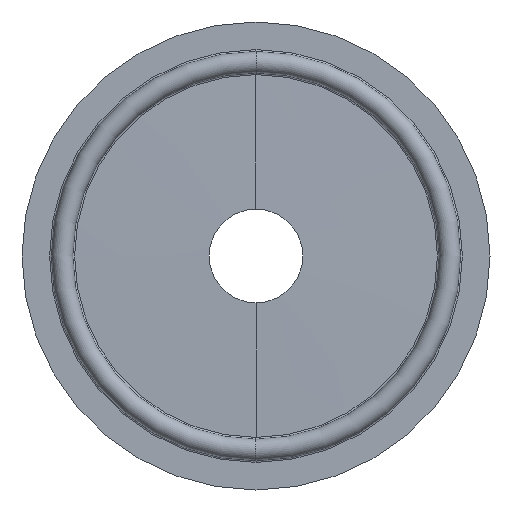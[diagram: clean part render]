
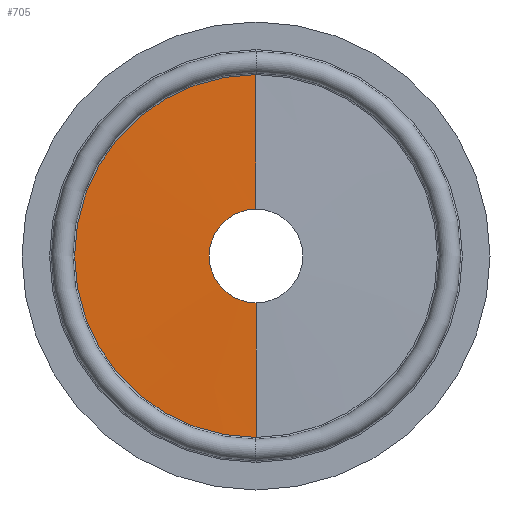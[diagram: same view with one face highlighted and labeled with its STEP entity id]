
A CAD part, left-side view. The second image highlights one B-rep face of the part: STEP entity #705.
In plain terms, the highlighted conical face has half-angle 89 degrees and reference radius 20.55 mm.
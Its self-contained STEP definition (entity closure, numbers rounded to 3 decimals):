
#16 = AXIS2_PLACEMENT_3D ( 'NONE', #292, #707, #451 ) ;
#58 = CARTESIAN_POINT ( 'NONE',  ( -0.786, 0., 0. ) ) ;
#69 = CARTESIAN_POINT ( 'NONE',  ( -0.783, 0., 0. ) ) ;
#93 = DIRECTION ( 'NONE',  ( 0.017, 0., -1. ) ) ;
#117 = CARTESIAN_POINT ( 'NONE',  ( -0.786, 0., 20.347 ) ) ;
#148 = CARTESIAN_POINT ( 'NONE',  ( -1.05, 0., -5.25 ) ) ;
#165 = CARTESIAN_POINT ( 'NONE',  ( -1.05, 0., 5.25 ) ) ;
#184 = VERTEX_POINT ( 'NONE', #454 ) ;
#212 = ORIENTED_EDGE ( 'NONE', *, *, #773, .T. ) ;
#223 = AXIS2_PLACEMENT_3D ( 'NONE', #69, #484, #427 ) ;
#257 = DIRECTION ( 'NONE',  ( 0.017, 0., 1. ) ) ;
#284 = VECTOR ( 'NONE', #93, 1000. ) ;
#289 = VERTEX_POINT ( 'NONE', #148 ) ;
#292 = CARTESIAN_POINT ( 'NONE',  ( -1.05, 0., 0. ) ) ;
#293 = EDGE_LOOP ( 'NONE', ( #456, #629, #212, #843 ) ) ;
#377 = CARTESIAN_POINT ( 'NONE',  ( -0.783, 0., -20.55 ) ) ;
#383 = EDGE_CURVE ( 'NONE', #289, #184, #519, .T. ) ;
#405 = CARTESIAN_POINT ( 'NONE',  ( -0.783, 0., 20.55 ) ) ;
#427 = DIRECTION ( 'NONE',  ( 0., 0., -1. ) ) ;
#445 = CIRCLE ( 'NONE', #16, 5.25 ) ;
#448 = AXIS2_PLACEMENT_3D ( 'NONE', #58, #555, #565 ) ;
#451 = DIRECTION ( 'NONE',  ( 0., 0., 1. ) ) ;
#454 = CARTESIAN_POINT ( 'NONE',  ( -0.786, 0., -20.347 ) ) ;
#456 = ORIENTED_EDGE ( 'NONE', *, *, #880, .F. ) ;
#484 = DIRECTION ( 'NONE',  ( 1., 0., 0. ) ) ;
#501 = FACE_OUTER_BOUND ( 'NONE', #293, .T. ) ;
#519 = LINE ( 'NONE', #377, #284 ) ;
#523 = CIRCLE ( 'NONE', #448, 20.347 ) ;
#536 = VECTOR ( 'NONE', #257, 1000. ) ;
#555 = DIRECTION ( 'NONE',  ( -1., 0., 0. ) ) ;
#565 = DIRECTION ( 'NONE',  ( 0., 0., -1. ) ) ;
#582 = VERTEX_POINT ( 'NONE', #117 ) ;
#613 = CONICAL_SURFACE ( 'NONE', #223, 20.55, 1.553 ) ;
#629 = ORIENTED_EDGE ( 'NONE', *, *, #727, .T. ) ;
#705 = ADVANCED_FACE ( 'NONE', ( #501 ), #613, .T. ) ;
#707 = DIRECTION ( 'NONE',  ( -1., 0., 0. ) ) ;
#727 = EDGE_CURVE ( 'NONE', #878, #582, #886, .T. ) ;
#773 = EDGE_CURVE ( 'NONE', #582, #184, #523, .T. ) ;
#843 = ORIENTED_EDGE ( 'NONE', *, *, #383, .F. ) ;
#878 = VERTEX_POINT ( 'NONE', #165 ) ;
#880 = EDGE_CURVE ( 'NONE', #878, #289, #445, .T. ) ;
#886 = LINE ( 'NONE', #405, #536 ) ;
